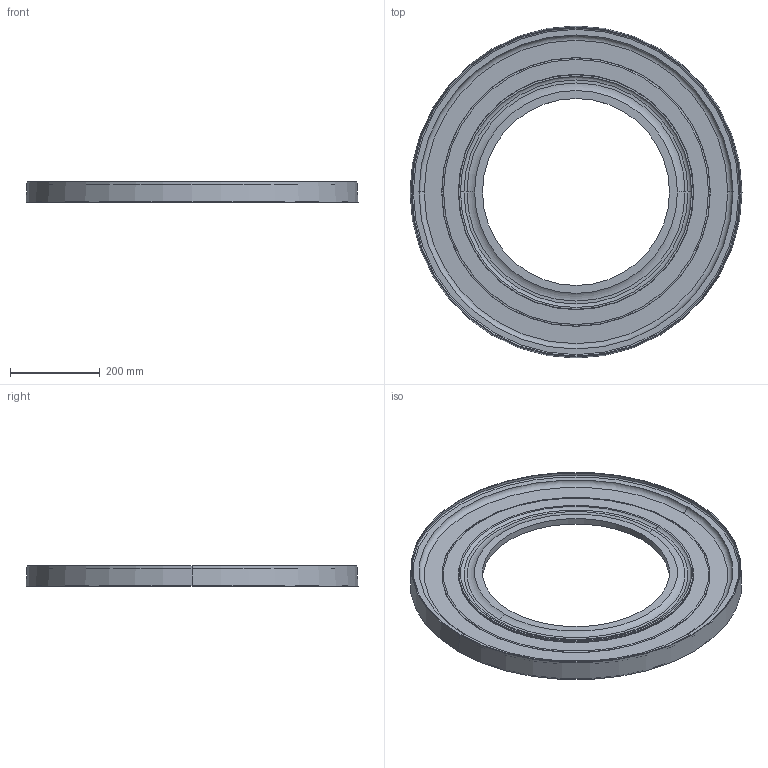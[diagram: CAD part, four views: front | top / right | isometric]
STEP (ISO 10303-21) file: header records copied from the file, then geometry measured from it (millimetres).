
FILE_DESCRIPTION(('produced by SPATIAL CORP'),'2;1');
FILE_NAME( 'plain_rotor.hh.sat.stp','2002-04-22T09:58:11+00:00',('SPATIAL CORP'),('SPATIAL CORP'), 'ACIS STEP Husk','http://www.spatial.com','SPATIAL CORP');
FILE_SCHEMA(('CONFIG_CONTROL_DESIGN'));
Length unit declared in the file: millimetre
Products named in the file (1): PRODUCT_ID_1
Bounding box: 740.94 x 740.94 x 45.28 mm (x, y, z)
Volume: 2704952.8 mm3; surface area: 870232 mm2
Topology: 1 solids, 1 shells, 67 faces, 134 edges, 82 vertices
Faces by surface type: torus 30, plane 15, cylinder 12, cone 10
Entity records: 1578 total; most frequent: ORIENTED_EDGE 268, DIRECTION 262, CARTESIAN_POINT 224, EDGE_CURVE 134, AXIS2_PLACEMENT_3D 120, VERTEX_POINT 82, EDGE_LOOP 82, FACE_BOUND 82
